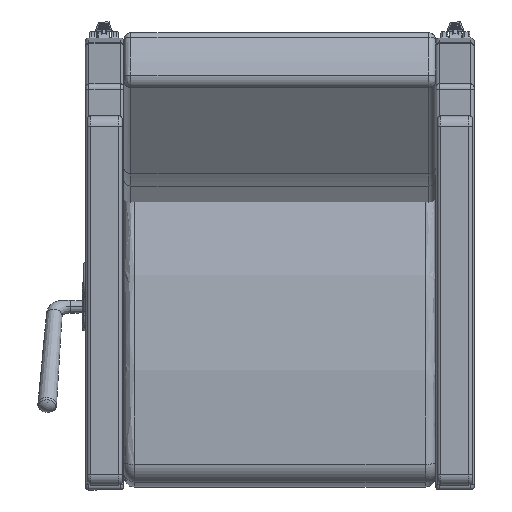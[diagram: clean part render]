
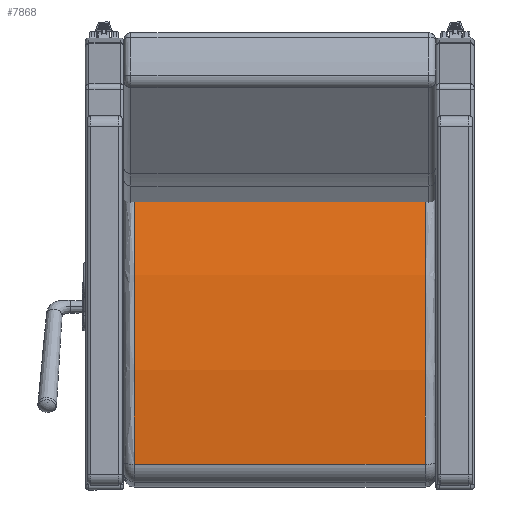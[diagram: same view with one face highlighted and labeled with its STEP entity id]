
A CAD part, front view. The second image highlights one B-rep face of the part: STEP entity #7868.
In plain terms, the highlighted free-form (B-spline) face has degree [1, 2] with [2, 3] control points.
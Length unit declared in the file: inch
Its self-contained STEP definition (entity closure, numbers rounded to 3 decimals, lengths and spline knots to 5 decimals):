
#680=(
BOUNDED_SURFACE()
B_SPLINE_SURFACE(1,2,((#12677,#12678,#12679),(#12680,#12681,#12682)),
 .UNSPECIFIED.,.F.,.F.,.F.)
B_SPLINE_SURFACE_WITH_KNOTS((2,2),(3,3),(-0.17276,0.17276),
(1.36178,1.69928),.UNSPECIFIED.)
GEOMETRIC_REPRESENTATION_ITEM()
RATIONAL_B_SPLINE_SURFACE(((1.,0.986,1.),(1.,0.986,
1.)))
REPRESENTATION_ITEM('')
SURFACE()
);
#716=LINE('',#12675,#1199);
#717=LINE('',#12684,#1200);
#1199=VECTOR('',#9773,0.3937);
#1200=VECTOR('',#9776,0.3937);
#1960=FACE_OUTER_BOUND('',#2511,.T.);
#2511=EDGE_LOOP('',(#5650,#5651,#5652,#5653));
#3721=ELLIPSE('',#8580,60.05357,60.);
#3731=ELLIPSE('',#8608,60.05357,60.);
#3753=VERTEX_POINT('',#12467);
#3754=VERTEX_POINT('',#12468);
#3779=VERTEX_POINT('',#12674);
#3780=VERTEX_POINT('',#12683);
#4464=EDGE_CURVE('',#3753,#3754,#3721,.T.);
#4502=EDGE_CURVE('',#3754,#3779,#716,.T.);
#4504=EDGE_CURVE('',#3753,#3780,#717,.T.);
#4505=EDGE_CURVE('',#3779,#3780,#3731,.T.);
#5650=ORIENTED_EDGE('',*,*,#4464,.F.);
#5651=ORIENTED_EDGE('',*,*,#4504,.T.);
#5652=ORIENTED_EDGE('',*,*,#4505,.F.);
#5653=ORIENTED_EDGE('',*,*,#4502,.F.);
#7868=ADVANCED_FACE('',(#1960),#680,.F.);
#8580=AXIS2_PLACEMENT_3D('',#12469,#9705,#9706);
#8608=AXIS2_PLACEMENT_3D('',#12685,#9777,#9778);
#9705=DIRECTION('center_axis',(0.,0.,-1.));
#9706=DIRECTION('ref_axis',(1.,0.,0.));
#9773=DIRECTION('',(0.,0.,1.));
#9776=DIRECTION('',(0.,0.,1.));
#9777=DIRECTION('center_axis',(0.,0.,1.));
#9778=DIRECTION('ref_axis',(1.,0.,0.));
#12467=CARTESIAN_POINT('',(-10.04459,1.25621,-10.375));
#12468=CARTESIAN_POINT('',(10.1114,0.44486,-10.375));
#12469=CARTESIAN_POINT('Origin',(-2.34979,-58.24922,-10.375));
#12674=CARTESIAN_POINT('',(10.1114,0.44486,10.375));
#12675=CARTESIAN_POINT('',(10.1114,0.44486,0.));
#12677=CARTESIAN_POINT('Ctrl Pts',(10.1114,0.44486,-10.375));
#12678=CARTESIAN_POINT('Ctrl Pts',(0.10258,2.56602,-10.375));
#12679=CARTESIAN_POINT('Ctrl Pts',(-10.04459,1.25621,-10.375));
#12680=CARTESIAN_POINT('Ctrl Pts',(10.1114,0.44486,10.375));
#12681=CARTESIAN_POINT('Ctrl Pts',(0.10258,2.56602,10.375));
#12682=CARTESIAN_POINT('Ctrl Pts',(-10.04459,1.25621,10.375));
#12683=CARTESIAN_POINT('',(-10.04459,1.25621,10.375));
#12684=CARTESIAN_POINT('',(-10.04459,1.25621,0.));
#12685=CARTESIAN_POINT('Origin',(-2.34979,-58.24922,10.375));
